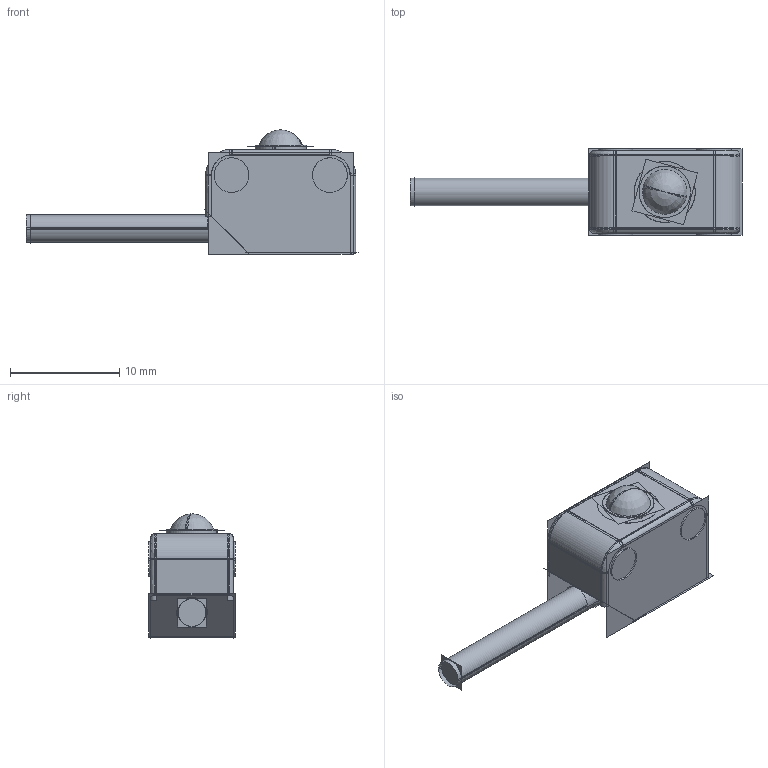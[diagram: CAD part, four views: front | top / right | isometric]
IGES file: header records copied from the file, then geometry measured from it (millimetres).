
Start section:  PTC IGES file: 214955.igs
Global section: file name: 214955.igs; native system: Creo Parametric by PTC Inc.; preprocessor: 2018300; author: pdmadmin; organization: Unknown; date: 20191029.141523; units: millimetre
Bounding box: 30.32 x 7.92 x 11.35 mm (x, y, z)
Volume: 686.7 mm3; surface area: 5582.7 mm2
Topology: 4 solids, 4 shells, 160 faces, 792 edges, 997 vertices
Faces by surface type: revolution 84, bspline 76
